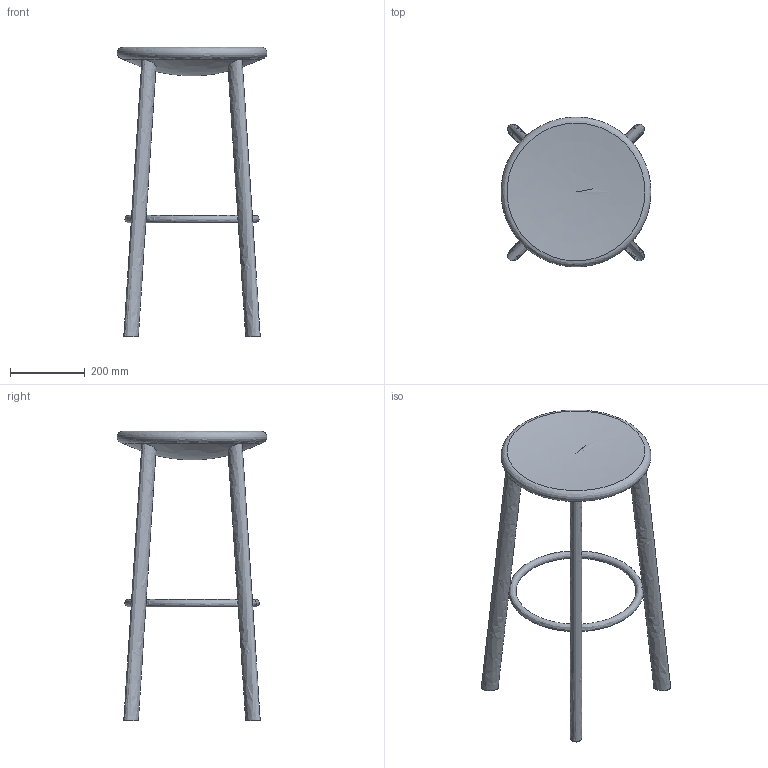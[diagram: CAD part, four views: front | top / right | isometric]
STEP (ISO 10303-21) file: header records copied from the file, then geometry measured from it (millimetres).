
FILE_DESCRIPTION(/* description */ (''),/* implementation_level */ '2;1');
FILE_NAME(/* name */ 'Bowl_CB-213_3D',/* time_stamp */ '2023-10-06T12:14:42+02:00',/* author */ (''),/* organization */ (''),/* preprocessor_version */ 'ST-DEVELOPER v16.5',/* originating_system */ 'Rhino 7.31',/* authorisation */ '');
FILE_SCHEMA (('AUTOMOTIVE_DESIGN'));
Length unit declared in the file: centimetre
Products named in the file (2): Document; Bowl_CB-213
Assembly tree (1 placements, depth 2):
  Document
    Bowl_CB-213
Bounding box: 399.97 x 400 x 773.16 mm (x, y, z)
Volume: 9241236.1 mm3; surface area: 706079.6 mm2
Topology: 2 solids, 2 shells, 12 faces, 21 edges, 13 vertices
Faces by surface type: bspline 8, plane 4
Entity records: 1879 total; most frequent: CARTESIAN_POINT 1676, ORIENTED_EDGE 38, EDGE_CURVE 19, EDGE_LOOP 16, VERTEX_POINT 13, ADVANCED_FACE 12, FACE_OUTER_BOUND 12, DIRECTION 12
